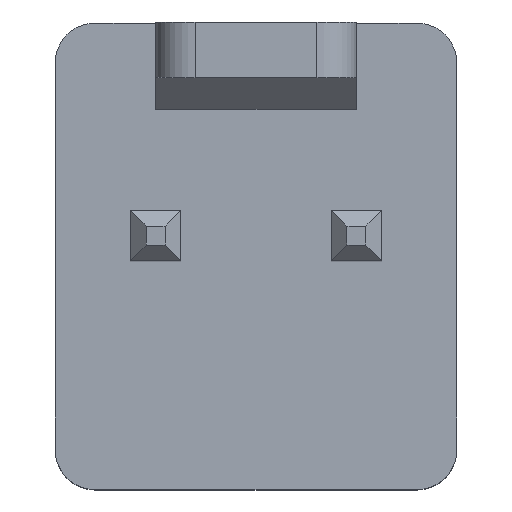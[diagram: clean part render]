
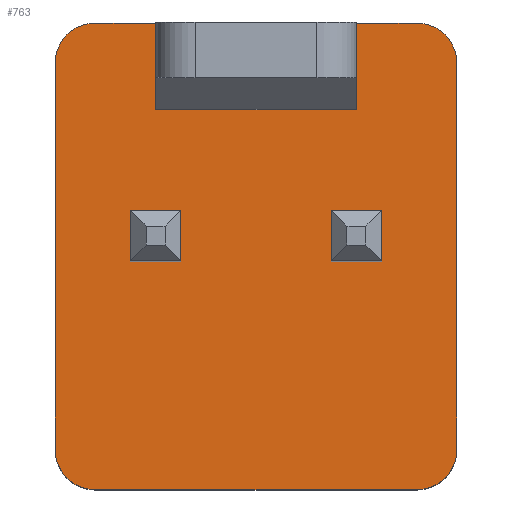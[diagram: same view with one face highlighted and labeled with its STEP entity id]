
A CAD part, top view. The second image highlights one B-rep face of the part: STEP entity #763.
In plain terms, the highlighted planar face has unit normal (0, 0, 1).
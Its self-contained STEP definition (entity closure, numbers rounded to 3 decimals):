
#37 = AXIS2_PLACEMENT_3D ( 'NONE', #836, #953, #689 ) ;
#42 = LINE ( 'NONE', #1394, #1203 ) ;
#43 = VERTEX_POINT ( 'NONE', #677 ) ;
#53 = LINE ( 'NONE', #544, #1512 ) ;
#56 = ORIENTED_EDGE ( 'NONE', *, *, #1327, .T. ) ;
#67 = AXIS2_PLACEMENT_3D ( 'NONE', #1249, #1507, #138 ) ;
#68 = CARTESIAN_POINT ( 'NONE',  ( 0., 2., 3.2 ) ) ;
#87 = CARTESIAN_POINT ( 'NONE',  ( 3.81, 2.2, 3.2 ) ) ;
#138 = DIRECTION ( 'NONE',  ( 1., 0., 0. ) ) ;
#159 = DIRECTION ( 'NONE',  ( -1., 0., 0. ) ) ;
#166 = LINE ( 'NONE', #946, #648 ) ;
#171 = VERTEX_POINT ( 'NONE', #571 ) ;
#182 = CARTESIAN_POINT ( 'NONE',  ( 2.54, 2.7, 3.2 ) ) ;
#188 = FACE_OUTER_BOUND ( 'NONE', #1389, .T. ) ;
#191 = CIRCLE ( 'NONE', #67, 0.5 ) ;
#226 = LINE ( 'NONE', #971, #784 ) ;
#232 = CARTESIAN_POINT ( 'NONE',  ( 3.31, -3.2, 3.2 ) ) ;
#263 = VERTEX_POINT ( 'NONE', #599 ) ;
#266 = CIRCLE ( 'NONE', #624, 0.5 ) ;
#279 = ORIENTED_EDGE ( 'NONE', *, *, #1048, .T. ) ;
#297 = CARTESIAN_POINT ( 'NONE',  ( 3.81, -2.7, 3.2 ) ) ;
#330 = VERTEX_POINT ( 'NONE', #232 ) ;
#332 = DIRECTION ( 'NONE',  ( 0., -1., 0. ) ) ;
#380 = ORIENTED_EDGE ( 'NONE', *, *, #1105, .T. ) ;
#382 = VERTEX_POINT ( 'NONE', #182 ) ;
#384 = EDGE_CURVE ( 'NONE', #1476, #330, #1160, .T. ) ;
#486 = ORIENTED_EDGE ( 'NONE', *, *, #384, .T. ) ;
#492 = CARTESIAN_POINT ( 'NONE',  ( -0.77, 2.2, 3.2 ) ) ;
#512 = EDGE_CURVE ( 'NONE', #330, #895, #266, .T. ) ;
#538 = CARTESIAN_POINT ( 'NONE',  ( -0.77, -3.2, 3.2 ) ) ;
#544 = CARTESIAN_POINT ( 'NONE',  ( -1.27, 2.7, 3.2 ) ) ;
#560 = DIRECTION ( 'NONE',  ( 0., 1., 0. ) ) ;
#571 = CARTESIAN_POINT ( 'NONE',  ( 2.54, 2., 3.2 ) ) ;
#599 = CARTESIAN_POINT ( 'NONE',  ( 0., 2.7, 3.2 ) ) ;
#624 = AXIS2_PLACEMENT_3D ( 'NONE', #726, #732, #977 ) ;
#625 = CARTESIAN_POINT ( 'NONE',  ( 3.31, 2.7, 3.2 ) ) ;
#632 = ORIENTED_EDGE ( 'NONE', *, *, #923, .T. ) ;
#648 = VECTOR ( 'NONE', #332, 1000. ) ;
#677 = CARTESIAN_POINT ( 'NONE',  ( -1.27, -2.7, 3.2 ) ) ;
#679 = ORIENTED_EDGE ( 'NONE', *, *, #1154, .T. ) ;
#687 = VECTOR ( 'NONE', #1194, 1000. ) ;
#689 = DIRECTION ( 'NONE',  ( 1., 0., 0. ) ) ;
#703 = CARTESIAN_POINT ( 'NONE',  ( 2.54, 2., 3.2 ) ) ;
#707 = CARTESIAN_POINT ( 'NONE',  ( 2.54, 2., 3.2 ) ) ;
#711 = VECTOR ( 'NONE', #560, 1000. ) ;
#722 = DIRECTION ( 'NONE',  ( -1., 0., 0. ) ) ;
#726 = CARTESIAN_POINT ( 'NONE',  ( 3.31, -2.7, 3.2 ) ) ;
#732 = DIRECTION ( 'NONE',  ( 0., 0., 1. ) ) ;
#753 = EDGE_CURVE ( 'NONE', #171, #382, #819, .T. ) ;
#763 = ADVANCED_FACE ( 'NONE', ( #188 ), #1314, .T. ) ;
#776 = CARTESIAN_POINT ( 'NONE',  ( -1.27, -3.2, 3.2 ) ) ;
#784 = VECTOR ( 'NONE', #722, 1000. ) ;
#819 = LINE ( 'NONE', #707, #1510 ) ;
#827 = DIRECTION ( 'NONE',  ( 1., 0., 0. ) ) ;
#836 = CARTESIAN_POINT ( 'NONE',  ( 0., 0., 3.2 ) ) ;
#840 = EDGE_CURVE ( 'NONE', #171, #1100, #1442, .T. ) ;
#867 = CARTESIAN_POINT ( 'NONE',  ( -0.77, 2.7, 3.2 ) ) ;
#895 = VERTEX_POINT ( 'NONE', #297 ) ;
#913 = VERTEX_POINT ( 'NONE', #1385 ) ;
#923 = EDGE_CURVE ( 'NONE', #43, #1476, #191, .T. ) ;
#946 = CARTESIAN_POINT ( 'NONE',  ( -1.27, 2.7, 3.2 ) ) ;
#953 = DIRECTION ( 'NONE',  ( 0., 0., 1. ) ) ;
#962 = EDGE_CURVE ( 'NONE', #263, #1084, #53, .T. ) ;
#965 = ORIENTED_EDGE ( 'NONE', *, *, #512, .T. ) ;
#971 = CARTESIAN_POINT ( 'NONE',  ( -1.27, 2.7, 3.2 ) ) ;
#977 = DIRECTION ( 'NONE',  ( 1., 0., 0. ) ) ;
#984 = DIRECTION ( 'NONE',  ( 1., 0., 0. ) ) ;
#1048 = EDGE_CURVE ( 'NONE', #1559, #382, #226, .T. ) ;
#1057 = DIRECTION ( 'NONE',  ( 1., 0., 0. ) ) ;
#1065 = CARTESIAN_POINT ( 'NONE',  ( 3.31, 2.2, 3.2 ) ) ;
#1076 = DIRECTION ( 'NONE',  ( 0., 0., 1. ) ) ;
#1084 = VERTEX_POINT ( 'NONE', #867 ) ;
#1091 = AXIS2_PLACEMENT_3D ( 'NONE', #1065, #1076, #827 ) ;
#1100 = VERTEX_POINT ( 'NONE', #1458 ) ;
#1105 = EDGE_CURVE ( 'NONE', #1084, #913, #1332, .T. ) ;
#1154 = EDGE_CURVE ( 'NONE', #1244, #1559, #1505, .T. ) ;
#1160 = LINE ( 'NONE', #776, #1278 ) ;
#1176 = LINE ( 'NONE', #68, #711 ) ;
#1194 = DIRECTION ( 'NONE',  ( -1., 0., 0. ) ) ;
#1203 = VECTOR ( 'NONE', #1267, 1000. ) ;
#1233 = ORIENTED_EDGE ( 'NONE', *, *, #1377, .T. ) ;
#1244 = VERTEX_POINT ( 'NONE', #87 ) ;
#1249 = CARTESIAN_POINT ( 'NONE',  ( -0.77, -2.7, 3.2 ) ) ;
#1261 = ORIENTED_EDGE ( 'NONE', *, *, #1477, .T. ) ;
#1267 = DIRECTION ( 'NONE',  ( 0., 1., 0. ) ) ;
#1278 = VECTOR ( 'NONE', #1057, 1000. ) ;
#1314 = PLANE ( 'NONE',  #37 ) ;
#1327 = EDGE_CURVE ( 'NONE', #913, #43, #166, .T. ) ;
#1332 = CIRCLE ( 'NONE', #1432, 0.5 ) ;
#1346 = ORIENTED_EDGE ( 'NONE', *, *, #753, .F. ) ;
#1377 = EDGE_CURVE ( 'NONE', #1100, #263, #1176, .T. ) ;
#1385 = CARTESIAN_POINT ( 'NONE',  ( -1.27, 2.2, 3.2 ) ) ;
#1389 = EDGE_LOOP ( 'NONE', ( #1426, #380, #56, #632, #486, #965, #1261, #679, #279, #1346, #1516, #1233 ) ) ;
#1394 = CARTESIAN_POINT ( 'NONE',  ( 3.81, 2.7, 3.2 ) ) ;
#1426 = ORIENTED_EDGE ( 'NONE', *, *, #962, .T. ) ;
#1432 = AXIS2_PLACEMENT_3D ( 'NONE', #492, #1582, #984 ) ;
#1442 = LINE ( 'NONE', #703, #687 ) ;
#1458 = CARTESIAN_POINT ( 'NONE',  ( 0., 2., 3.2 ) ) ;
#1476 = VERTEX_POINT ( 'NONE', #538 ) ;
#1477 = EDGE_CURVE ( 'NONE', #895, #1244, #42, .T. ) ;
#1505 = CIRCLE ( 'NONE', #1091, 0.5 ) ;
#1507 = DIRECTION ( 'NONE',  ( 0., 0., 1. ) ) ;
#1510 = VECTOR ( 'NONE', #1567, 1000. ) ;
#1512 = VECTOR ( 'NONE', #159, 1000. ) ;
#1516 = ORIENTED_EDGE ( 'NONE', *, *, #840, .T. ) ;
#1559 = VERTEX_POINT ( 'NONE', #625 ) ;
#1567 = DIRECTION ( 'NONE',  ( 0., 1., 0. ) ) ;
#1582 = DIRECTION ( 'NONE',  ( 0., 0., 1. ) ) ;
